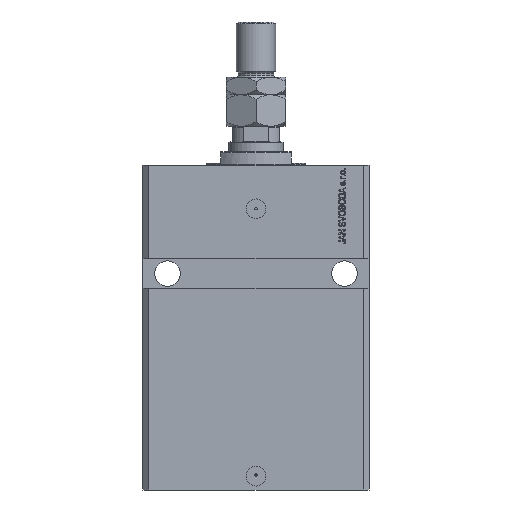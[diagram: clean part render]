
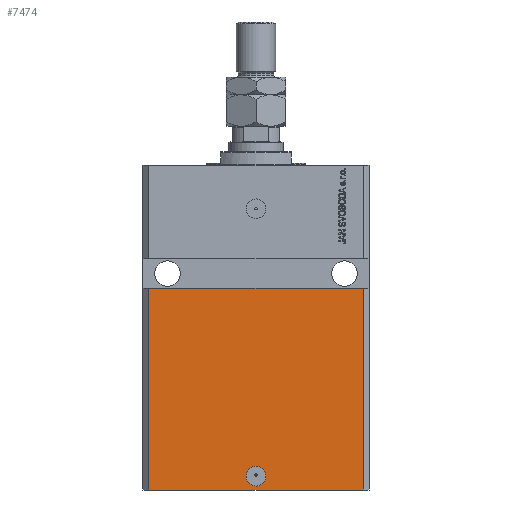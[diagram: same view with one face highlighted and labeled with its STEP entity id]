
A CAD part, front view. The second image highlights one B-rep face of the part: STEP entity #7474.
In plain terms, the highlighted planar face has unit normal (0, -1, 0).
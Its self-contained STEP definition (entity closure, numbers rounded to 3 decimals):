
#802 = CARTESIAN_POINT ( 'NONE',  ( -5., -45., -158. ) ) ;
#1054 = PLANE ( 'NONE',  #46687 ) ;
#1951 = DIRECTION ( 'NONE',  ( 1., 0., 0. ) ) ;
#2554 = LINE ( 'NONE', #27563, #29883 ) ;
#3587 = VERTEX_POINT ( 'NONE', #39603 ) ;
#4345 = EDGE_CURVE ( 'NONE', #10620, #8757, #39250, .T. ) ;
#5849 = DIRECTION ( 'NONE',  ( 0., -1., 0. ) ) ;
#5990 = EDGE_CURVE ( 'NONE', #10620, #31387, #2554, .T. ) ;
#6086 = DIRECTION ( 'NONE',  ( 1., 0., 0. ) ) ;
#6607 = EDGE_CURVE ( 'NONE', #31387, #3587, #10193, .T. ) ;
#7474 = ADVANCED_FACE ( 'NONE', ( #45722, #19532 ), #1054, .T. ) ;
#7628 = ORIENTED_EDGE ( 'NONE', *, *, #10064, .T. ) ;
#8161 = AXIS2_PLACEMENT_3D ( 'NONE', #42145, #5849, #30863 ) ;
#8757 = VERTEX_POINT ( 'NONE', #14302 ) ;
#9197 = CARTESIAN_POINT ( 'NONE',  ( -54.5, -45., -165. ) ) ;
#9288 = DIRECTION ( 'NONE',  ( 0., 0., 1. ) ) ;
#10064 = EDGE_CURVE ( 'NONE', #8757, #3587, #40680, .T. ) ;
#10193 = LINE ( 'NONE', #35679, #28376 ) ;
#10460 = CIRCLE ( 'NONE', #8161, 5. ) ;
#10620 = VERTEX_POINT ( 'NONE', #17688 ) ;
#14302 = CARTESIAN_POINT ( 'NONE',  ( 54.5, -45., -165. ) ) ;
#15923 = DIRECTION ( 'NONE',  ( 0., -1., 0. ) ) ;
#17688 = CARTESIAN_POINT ( 'NONE',  ( -54.5, -45., -165. ) ) ;
#18376 = ORIENTED_EDGE ( 'NONE', *, *, #5990, .F. ) ;
#18562 = DIRECTION ( 'NONE',  ( 0., 0., 1. ) ) ;
#19532 = FACE_OUTER_BOUND ( 'NONE', #20699, .T. ) ;
#20191 = CARTESIAN_POINT ( 'NONE',  ( -54.5, -45., -62.5 ) ) ;
#20699 = EDGE_LOOP ( 'NONE', ( #31282, #18376, #43991, #7628 ) ) ;
#21214 = VERTEX_POINT ( 'NONE', #802 ) ;
#21939 = CARTESIAN_POINT ( 'NONE',  ( 54.5, -45., -165. ) ) ;
#27346 = AXIS2_PLACEMENT_3D ( 'NONE', #27668, #39188, #1951 ) ;
#27563 = CARTESIAN_POINT ( 'NONE',  ( -54.5, -45., -165. ) ) ;
#27668 = CARTESIAN_POINT ( 'NONE',  ( 0., -45., -158. ) ) ;
#28376 = VECTOR ( 'NONE', #28710, 1000. ) ;
#28710 = DIRECTION ( 'NONE',  ( 1., 0., 0. ) ) ;
#29883 = VECTOR ( 'NONE', #9288, 1000. ) ;
#30549 = EDGE_CURVE ( 'NONE', #21214, #42497, #34275, .T. ) ;
#30863 = DIRECTION ( 'NONE',  ( 1., 0., 0. ) ) ;
#31071 = EDGE_CURVE ( 'NONE', #42497, #21214, #10460, .T. ) ;
#31282 = ORIENTED_EDGE ( 'NONE', *, *, #6607, .F. ) ;
#31387 = VERTEX_POINT ( 'NONE', #20191 ) ;
#34275 = CIRCLE ( 'NONE', #27346, 5. ) ;
#35679 = CARTESIAN_POINT ( 'NONE',  ( -57.5, -45., -62.5 ) ) ;
#37222 = ORIENTED_EDGE ( 'NONE', *, *, #30549, .F. ) ;
#37655 = EDGE_LOOP ( 'NONE', ( #41629, #37222 ) ) ;
#38040 = DIRECTION ( 'NONE',  ( 1., 0., 0. ) ) ;
#39188 = DIRECTION ( 'NONE',  ( 0., -1., 0. ) ) ;
#39250 = LINE ( 'NONE', #42613, #43645 ) ;
#39603 = CARTESIAN_POINT ( 'NONE',  ( 54.5, -45., -62.5 ) ) ;
#40646 = VECTOR ( 'NONE', #18562, 1000. ) ;
#40680 = LINE ( 'NONE', #21939, #40646 ) ;
#40932 = CARTESIAN_POINT ( 'NONE',  ( 5., -45., -158. ) ) ;
#41629 = ORIENTED_EDGE ( 'NONE', *, *, #31071, .F. ) ;
#42145 = CARTESIAN_POINT ( 'NONE',  ( 0., -45., -158. ) ) ;
#42497 = VERTEX_POINT ( 'NONE', #40932 ) ;
#42613 = CARTESIAN_POINT ( 'NONE',  ( -54.5, -45., -165. ) ) ;
#43645 = VECTOR ( 'NONE', #6086, 1000. ) ;
#43991 = ORIENTED_EDGE ( 'NONE', *, *, #4345, .T. ) ;
#45722 = FACE_BOUND ( 'NONE', #37655, .T. ) ;
#46687 = AXIS2_PLACEMENT_3D ( 'NONE', #9197, #15923, #38040 ) ;
